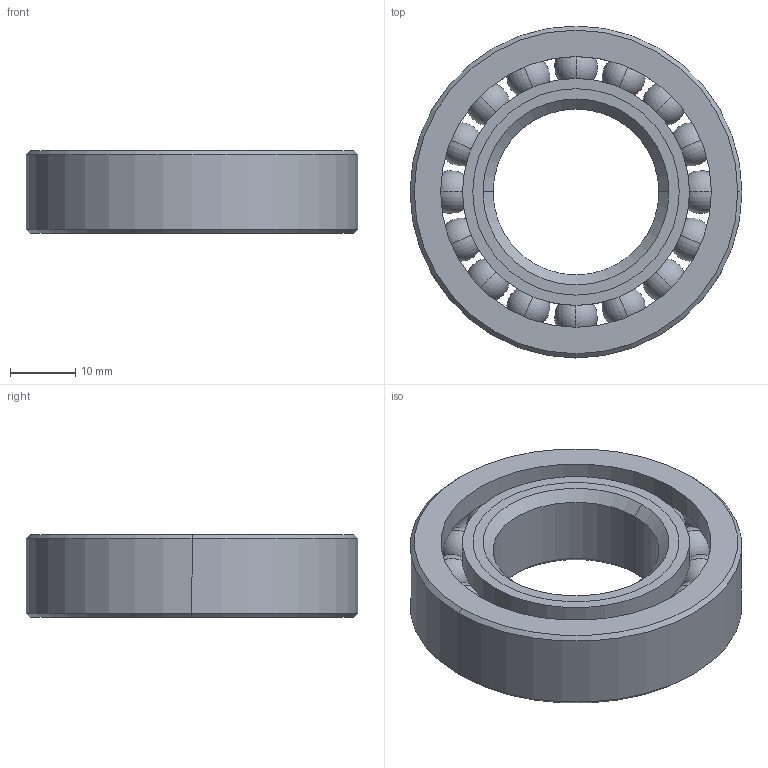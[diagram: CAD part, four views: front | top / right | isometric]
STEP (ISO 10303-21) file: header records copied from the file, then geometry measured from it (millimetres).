
FILE_DESCRIPTION (( 'STEP AP203' ), '1' );
FILE_NAME ('6383K57.step', '2010-07-14T13:19:51', ( 'jim' ), ( '' ), 'SwSTEP 2.0', 'SolidWorks 2007', '' );
FILE_SCHEMA (( 'CONFIG_CONTROL_DESIGN' ));
Length unit declared in the file: inch
Products named in the file (1): 6383K57
Bounding box: 50.8 x 50.8 x 12.7 mm (x, y, z)
Volume: 14867.3 mm3; surface area: 12105.4 mm2
Topology: 19 solids, 19 shells, 73 faces, 194 edges, 128 vertices
Faces by surface type: sphere 32, cylinder 16, cone 12, plane 7, torus 6
Entity records: 1765 total; most frequent: DIRECTION 348, CARTESIAN_POINT 268, ORIENTED_EDGE 228, AXIS2_PLACEMENT_3D 160, EDGE_CURVE 114, CIRCLE 86, EDGE_LOOP 80, VERTEX_POINT 80
